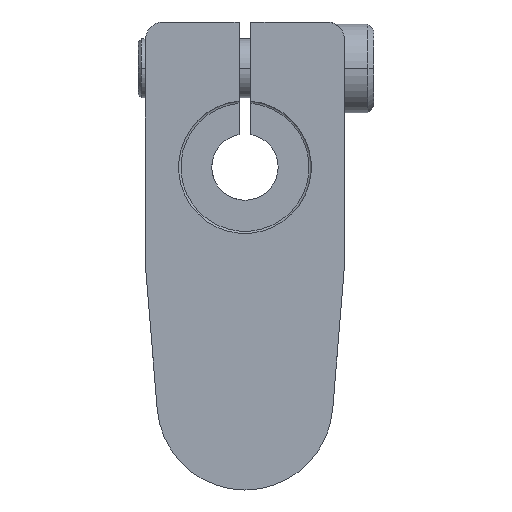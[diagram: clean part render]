
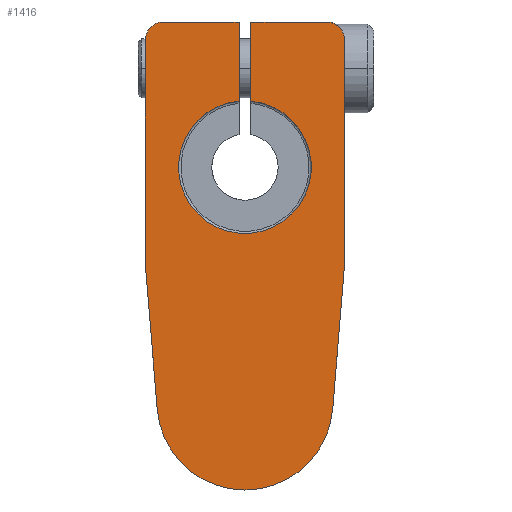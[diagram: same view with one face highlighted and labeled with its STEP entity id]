
A CAD part, front view. The second image highlights one B-rep face of the part: STEP entity #1416.
In plain terms, the highlighted planar face has unit normal (0, -1, 0).
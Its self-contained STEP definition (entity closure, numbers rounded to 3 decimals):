
#114=DIRECTION('',(0.,0.,-1.));
#115=VECTOR('',#114,26.839);
#116=CARTESIAN_POINT('',(2.,0.,49.25));
#117=LINE('',#116,#115);
#122=DIRECTION('',(1.,0.,0.));
#123=VECTOR('',#122,25.75);
#124=CARTESIAN_POINT('',(2.,0.,49.25));
#125=LINE('',#124,#123);
#129=CARTESIAN_POINT('',(27.75,0.,43.25));
#130=DIRECTION('',(0.,-1.,0.));
#131=DIRECTION('',(1.,0.,0.));
#132=AXIS2_PLACEMENT_3D('',#129,#130,#131);
#137=DIRECTION('',(0.,0.,-1.));
#138=VECTOR('',#137,77.);
#139=CARTESIAN_POINT('',(33.75,0.,43.25));
#140=LINE('',#139,#138);
#144=DIRECTION('',(-0.082,0.,-0.997));
#145=VECTOR('',#144,48.545);
#146=CARTESIAN_POINT('',(33.75,0.,-33.75));
#147=LINE('',#146,#145);
#151=CARTESIAN_POINT('',(0.,0.,-79.681));
#152=DIRECTION('',(0.,1.,0.));
#153=DIRECTION('',(0.997,0.,-0.082));
#154=AXIS2_PLACEMENT_3D('',#151,#152,#153);
#159=DIRECTION('',(-0.082,0.,0.997));
#160=VECTOR('',#159,48.545);
#161=CARTESIAN_POINT('',(-29.768,0.,-82.131));
#162=LINE('',#161,#160);
#166=DIRECTION('',(0.,0.,1.));
#167=VECTOR('',#166,77.);
#168=CARTESIAN_POINT('',(-33.75,0.,-33.75));
#169=LINE('',#168,#167);
#173=CARTESIAN_POINT('',(-27.75,0.,43.25));
#174=DIRECTION('',(0.,-1.,0.));
#175=DIRECTION('',(0.,0.,1.));
#176=AXIS2_PLACEMENT_3D('',#173,#174,#175);
#181=DIRECTION('',(1.,0.,0.));
#182=VECTOR('',#181,25.75);
#183=CARTESIAN_POINT('',(-27.75,0.,49.25));
#184=LINE('',#183,#182);
#188=DIRECTION('',(0.,0.,-1.));
#189=VECTOR('',#188,26.839);
#190=CARTESIAN_POINT('',(-2.,0.,49.25));
#191=LINE('',#190,#189);
#893=CARTESIAN_POINT('',(0.,0.,0.));
#894=DIRECTION('',(0.,1.,0.));
#895=DIRECTION('',(0.089,0.,0.996));
#896=AXIS2_PLACEMENT_3D('',#893,#894,#895);
#1210=CARTESIAN_POINT('',(33.75,0.,43.25));
#1211=CARTESIAN_POINT('',(27.75,0.,49.25));
#1212=VERTEX_POINT('',#1210);
#1213=VERTEX_POINT('',#1211);
#1214=CARTESIAN_POINT('',(-27.75,0.,49.25));
#1215=CARTESIAN_POINT('',(-33.75,0.,43.25));
#1216=VERTEX_POINT('',#1214);
#1217=VERTEX_POINT('',#1215);
#1218=CARTESIAN_POINT('',(33.75,0.,-33.75));
#1219=VERTEX_POINT('',#1218);
#1220=CARTESIAN_POINT('',(-33.75,0.,-33.75));
#1221=VERTEX_POINT('',#1220);
#1270=CARTESIAN_POINT('',(29.768,0.,-82.131));
#1271=VERTEX_POINT('',#1270);
#1272=CARTESIAN_POINT('',(-29.768,0.,-82.131));
#1273=VERTEX_POINT('',#1272);
#1275=CARTESIAN_POINT('',(2.,0.,49.25));
#1276=CARTESIAN_POINT('',(2.,0.,22.411));
#1277=VERTEX_POINT('',#1275);
#1278=VERTEX_POINT('',#1276);
#1279=CARTESIAN_POINT('',(-2.,0.,49.25));
#1280=CARTESIAN_POINT('',(-2.,0.,22.411));
#1281=VERTEX_POINT('',#1279);
#1282=VERTEX_POINT('',#1280);
#1385=CARTESIAN_POINT('',(0.,0.,0.));
#1386=DIRECTION('',(0.,1.,0.));
#1387=DIRECTION('',(0.,0.,-1.));
#1388=AXIS2_PLACEMENT_3D('',#1385,#1386,#1387);
#1389=PLANE('',#1388);
#1391=ORIENTED_EDGE('',*,*,#1390,.F.);
#1393=ORIENTED_EDGE('',*,*,#1392,.T.);
#1395=ORIENTED_EDGE('',*,*,#1394,.F.);
#1397=ORIENTED_EDGE('',*,*,#1396,.T.);
#1399=ORIENTED_EDGE('',*,*,#1398,.T.);
#1401=ORIENTED_EDGE('',*,*,#1400,.T.);
#1403=ORIENTED_EDGE('',*,*,#1402,.T.);
#1405=ORIENTED_EDGE('',*,*,#1404,.T.);
#1407=ORIENTED_EDGE('',*,*,#1406,.F.);
#1409=ORIENTED_EDGE('',*,*,#1408,.T.);
#1411=ORIENTED_EDGE('',*,*,#1410,.T.);
#1413=ORIENTED_EDGE('',*,*,#1412,.F.);
#1414=EDGE_LOOP('',(#1391,#1393,#1395,#1397,#1399,#1401,#1403,#1405,#1407,#1409,
#1411,#1413));
#1415=FACE_OUTER_BOUND('',#1414,.F.);
#1416=ADVANCED_FACE('',(#1415),#1389,.F.);
#133=CIRCLE('',#132,6.);
#155=CIRCLE('',#154,29.869);
#177=CIRCLE('',#176,6.);
#897=CIRCLE('',#896,22.5);
#1390=EDGE_CURVE('',#1277,#1278,#117,.T.);
#1392=EDGE_CURVE('',#1277,#1213,#125,.T.);
#1394=EDGE_CURVE('',#1212,#1213,#133,.T.);
#1396=EDGE_CURVE('',#1212,#1219,#140,.T.);
#1398=EDGE_CURVE('',#1219,#1271,#147,.T.);
#1400=EDGE_CURVE('',#1271,#1273,#155,.T.);
#1402=EDGE_CURVE('',#1273,#1221,#162,.T.);
#1404=EDGE_CURVE('',#1221,#1217,#169,.T.);
#1406=EDGE_CURVE('',#1216,#1217,#177,.T.);
#1408=EDGE_CURVE('',#1216,#1281,#184,.T.);
#1410=EDGE_CURVE('',#1281,#1282,#191,.T.);
#1412=EDGE_CURVE('',#1278,#1282,#897,.T.);
